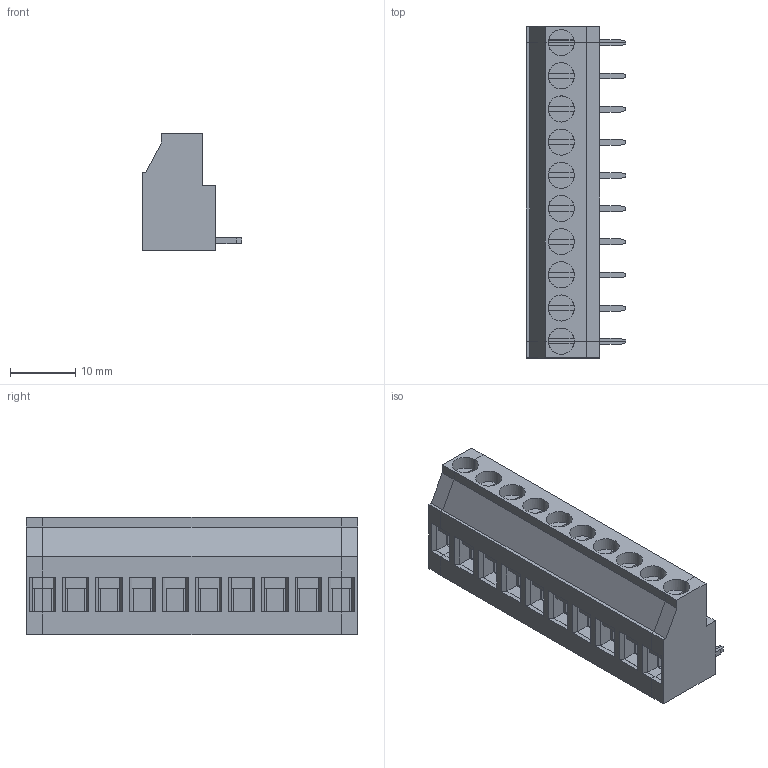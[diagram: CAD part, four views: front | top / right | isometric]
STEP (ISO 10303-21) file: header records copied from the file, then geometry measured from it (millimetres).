
FILE_DESCRIPTION( ( 'Unknown' ), '1' );
FILE_NAME( '691244500010.stp', 'Unknown', ( 'Unknown' ), ( 'Unknown' ), 'PSStep 17.0.49', 'Unknown', ' ' );
FILE_SCHEMA( ( 'AUTOMOTIVE_DESIGN { 1 0 10303 214 1 1 1 1 }' ) );
Length unit declared in the file: millimetre
Products named in the file (4): Assem1; MRT15P5.08SQ_DX; MRT15P5.08SQ_SX; MRT15P5.08SQ_CNT
Assembly tree (3 placements, depth 2):
  Assem1
    MRT15P5.08SQ_DX
    MRT15P5.08SQ_SX
    MRT15P5.08SQ_CNT
Bounding box: 15.2 x 50.8 x 18 mm (x, y, z)
Volume: 7592.9 mm3; surface area: 5435.5 mm2
Topology: 3 solids, 3 shells, 426 faces, 1147 edges, 751 vertices
Faces by surface type: plane 414, cylinder 12
Full cylindrical faces by diameter (mm): 4 x8
Entity records: 16425 total; most frequent: CARTESIAN_POINT 2304, ORIENTED_EDGE 2262, DIRECTION 2047, EDGE_CURVE 1131, LINE 1075, VECTOR 1075, VERTEX_POINT 743, AXIS2_PLACEMENT_3D 486
